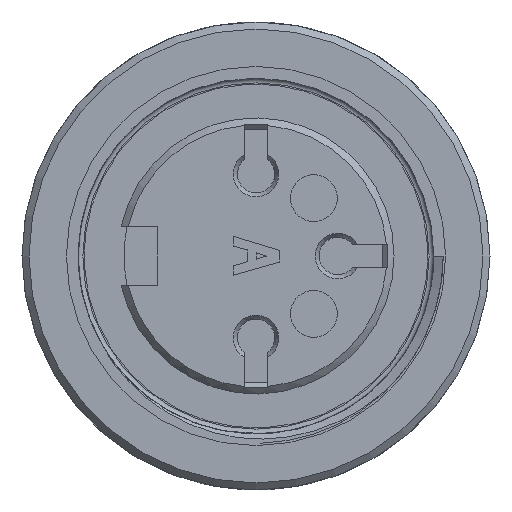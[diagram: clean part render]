
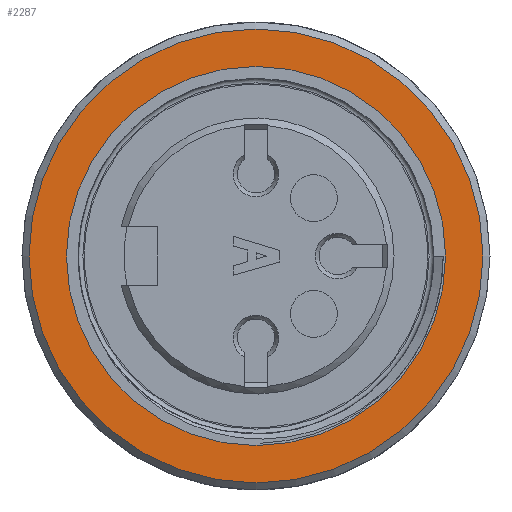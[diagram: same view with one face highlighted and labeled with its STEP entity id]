
A CAD part, front view. The second image highlights one B-rep face of the part: STEP entity #2287.
In plain terms, the highlighted planar face has unit normal (0, -1, 0).
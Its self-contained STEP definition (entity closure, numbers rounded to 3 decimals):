
#1809=FACE_BOUND('',#3454,.T.);
#1810=FACE_BOUND('',#3455,.T.);
#1950=CIRCLE('',#10513,8.1);
#1951=CIRCLE('',#10515,9.7);
#2287=ADVANCED_FACE('',(#1809,#1810),#2632,.F.);
#2632=PLANE('',#10516);
#3454=EDGE_LOOP('',(#4941));
#3455=EDGE_LOOP('',(#4942));
#4941=ORIENTED_EDGE('',*,*,#8168,.F.);
#4942=ORIENTED_EDGE('',*,*,#8169,.T.);
#7049=VERTEX_POINT('',#30898);
#7050=VERTEX_POINT('',#30901);
#8168=EDGE_CURVE('',#7049,#7049,#1950,.T.);
#8169=EDGE_CURVE('',#7050,#7050,#1951,.T.);
#10513=AXIS2_PLACEMENT_3D('',#30897,#11508,#11509);
#10515=AXIS2_PLACEMENT_3D('',#30900,#11512,#11513);
#10516=AXIS2_PLACEMENT_3D('',#30902,#11514,#11515);
#11508=DIRECTION('',(0.,-1.,0.));
#11509=DIRECTION('',(1.,0.,0.));
#11512=DIRECTION('',(0.,-1.,0.));
#11513=DIRECTION('',(1.,0.,0.));
#11514=DIRECTION('',(0.,1.,0.));
#11515=DIRECTION('',(-1.,0.,0.));
#30897=CARTESIAN_POINT('',(0.596,-24.756,0.));
#30898=CARTESIAN_POINT('',(8.696,-24.756,0.));
#30900=CARTESIAN_POINT('',(0.596,-24.756,0.));
#30901=CARTESIAN_POINT('',(10.296,-24.756,0.));
#30902=CARTESIAN_POINT('',(10.296,-24.756,0.));
